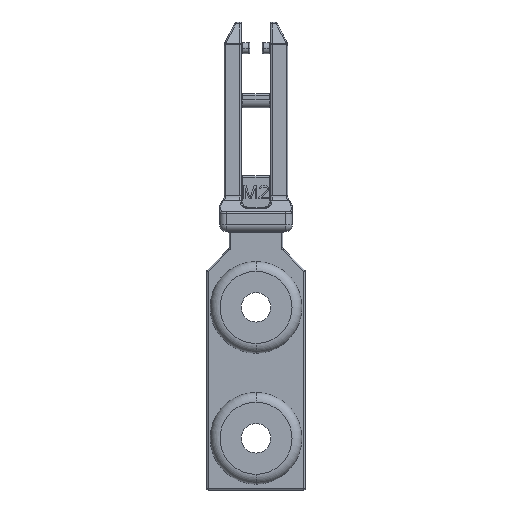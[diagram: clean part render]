
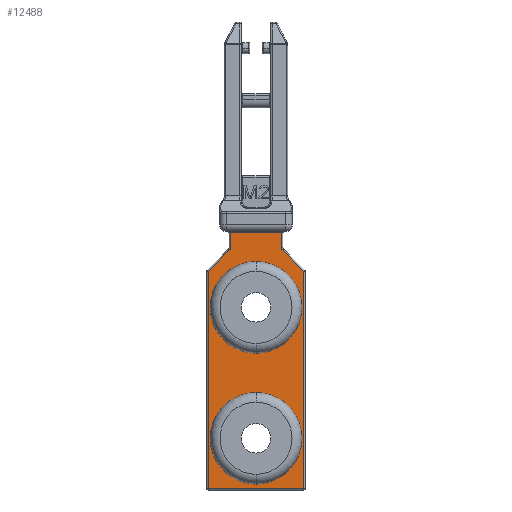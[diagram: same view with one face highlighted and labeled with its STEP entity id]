
A CAD part, front view. The second image highlights one B-rep face of the part: STEP entity #12488.
In plain terms, the highlighted planar face has unit normal (0, -1, 0).
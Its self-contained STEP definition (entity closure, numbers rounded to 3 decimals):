
#3990=DIRECTION('',(-1.,0.,0.));
#3991=VECTOR('',#3990,7.8);
#3992=CARTESIAN_POINT('',(3.9,-2.55,-3.2));
#3993=LINE('',#3992,#3991);
#3998=CARTESIAN_POINT('',(4.3,-2.55,-5.517));
#3999=DIRECTION('',(0.,-1.,0.));
#4000=DIRECTION('',(-1.,0.,0.));
#4001=AXIS2_PLACEMENT_3D('',#3998,#3999,#4000);
#4003=DIRECTION('',(0.707,0.,-0.707));
#4004=VECTOR('',#4003,4.643);
#4005=CARTESIAN_POINT('',(4.017,-2.55,-5.8));
#4006=LINE('',#4005,#4004);
#4007=DIRECTION('',(0.707,0.,0.707));
#4008=VECTOR('',#4007,4.643);
#4009=CARTESIAN_POINT('',(-7.3,-2.55,-9.083));
#4010=LINE('',#4009,#4008);
#4011=CARTESIAN_POINT('',(-4.3,-2.55,-5.517));
#4012=DIRECTION('',(0.,-1.,0.));
#4013=DIRECTION('',(0.707,0.,-0.707));
#4014=AXIS2_PLACEMENT_3D('',#4011,#4012,#4013);
#4016=CARTESIAN_POINT('',(0.,-2.55,-14.6));
#4017=DIRECTION('',(0.,-1.,0.));
#4018=DIRECTION('',(0.,0.,-1.));
#4019=AXIS2_PLACEMENT_3D('',#4016,#4017,#4018);
#4021=CARTESIAN_POINT('',(0.,-2.55,-14.6));
#4022=DIRECTION('',(0.,-1.,0.));
#4023=DIRECTION('',(0.,0.,1.));
#4024=AXIS2_PLACEMENT_3D('',#4021,#4022,#4023);
#4026=CARTESIAN_POINT('',(0.,-2.55,-34.6));
#4027=DIRECTION('',(0.,-1.,0.));
#4028=DIRECTION('',(0.,0.,-1.));
#4029=AXIS2_PLACEMENT_3D('',#4026,#4027,#4028);
#4031=CARTESIAN_POINT('',(0.,-2.55,-34.6));
#4032=DIRECTION('',(0.,-1.,0.));
#4033=DIRECTION('',(0.,0.,1.));
#4034=AXIS2_PLACEMENT_3D('',#4031,#4032,#4033);
#4040=DIRECTION('',(0.,0.,1.));
#4041=VECTOR('',#4040,2.317);
#4042=CARTESIAN_POINT('',(3.9,-2.55,-5.517));
#4043=LINE('',#4042,#4041);
#4136=DIRECTION('',(0.,0.,-1.));
#4137=VECTOR('',#4136,2.317);
#4138=CARTESIAN_POINT('',(-3.9,-2.55,-3.2));
#4139=LINE('',#4138,#4137);
#4198=DIRECTION('',(0.,0.,-1.));
#4199=VECTOR('',#4198,33.217);
#4200=CARTESIAN_POINT('',(-7.3,-2.55,-9.083));
#4201=LINE('',#4200,#4199);
#4229=DIRECTION('',(1.,0.,0.));
#4230=VECTOR('',#4229,14.6);
#4231=CARTESIAN_POINT('',(-7.3,-2.55,-42.3));
#4232=LINE('',#4231,#4230);
#4260=DIRECTION('',(0.,0.,1.));
#4261=VECTOR('',#4260,33.217);
#4262=CARTESIAN_POINT('',(7.3,-2.55,-42.3));
#4263=LINE('',#4262,#4261);
#5568=CARTESIAN_POINT('',(-3.9,-2.55,-3.2));
#5569=VERTEX_POINT('',#5568);
#5570=CARTESIAN_POINT('',(3.9,-2.55,-3.2));
#5571=VERTEX_POINT('',#5570);
#5572=CARTESIAN_POINT('',(3.9,-2.55,-5.517));
#5573=VERTEX_POINT('',#5572);
#5574=CARTESIAN_POINT('',(4.017,-2.55,-5.8));
#5575=VERTEX_POINT('',#5574);
#5576=CARTESIAN_POINT('',(7.3,-2.55,-9.083));
#5577=VERTEX_POINT('',#5576);
#5578=CARTESIAN_POINT('',(7.3,-2.55,-42.3));
#5579=VERTEX_POINT('',#5578);
#5580=CARTESIAN_POINT('',(-7.3,-2.55,-42.3));
#5581=VERTEX_POINT('',#5580);
#5582=CARTESIAN_POINT('',(-7.3,-2.55,-9.083));
#5583=VERTEX_POINT('',#5582);
#5584=CARTESIAN_POINT('',(-4.017,-2.55,-5.8));
#5585=VERTEX_POINT('',#5584);
#5586=CARTESIAN_POINT('',(-3.9,-2.55,-5.517));
#5587=VERTEX_POINT('',#5586);
#5588=CARTESIAN_POINT('',(0.,-2.55,-21.6));
#5589=CARTESIAN_POINT('',(0.,-2.55,-7.6));
#5590=VERTEX_POINT('',#5588);
#5591=VERTEX_POINT('',#5589);
#5592=CARTESIAN_POINT('',(0.,-2.55,-41.6));
#5593=CARTESIAN_POINT('',(0.,-2.55,-27.6));
#5594=VERTEX_POINT('',#5592);
#5595=VERTEX_POINT('',#5593);
#12450=CARTESIAN_POINT('',(0.,-2.55,0.));
#12451=DIRECTION('',(0.,1.,0.));
#12452=DIRECTION('',(0.,0.,-1.));
#12453=AXIS2_PLACEMENT_3D('',#12450,#12451,#12452);
#12454=PLANE('',#12453);
#12456=ORIENTED_EDGE('',*,*,#12455,.F.);
#12458=ORIENTED_EDGE('',*,*,#12457,.T.);
#12460=ORIENTED_EDGE('',*,*,#12459,.T.);
#12462=ORIENTED_EDGE('',*,*,#12461,.F.);
#12464=ORIENTED_EDGE('',*,*,#12463,.F.);
#12466=ORIENTED_EDGE('',*,*,#12465,.F.);
#12468=ORIENTED_EDGE('',*,*,#12467,.T.);
#12470=ORIENTED_EDGE('',*,*,#12469,.T.);
#12472=ORIENTED_EDGE('',*,*,#12471,.F.);
#12473=ORIENTED_EDGE('',*,*,#12441,.F.);
#12474=EDGE_LOOP('',(#12456,#12458,#12460,#12462,#12464,#12466,#12468,#12470,
#12472,#12473));
#12475=FACE_OUTER_BOUND('',#12474,.F.);
#12477=ORIENTED_EDGE('',*,*,#12476,.T.);
#12479=ORIENTED_EDGE('',*,*,#12478,.T.);
#12480=EDGE_LOOP('',(#12477,#12479));
#12481=FACE_BOUND('',#12480,.F.);
#12483=ORIENTED_EDGE('',*,*,#12482,.T.);
#12485=ORIENTED_EDGE('',*,*,#12484,.T.);
#12486=EDGE_LOOP('',(#12483,#12485));
#12487=FACE_BOUND('',#12486,.F.);
#12488=ADVANCED_FACE('',(#12475,#12481,#12487),#12454,.F.);
#4002=CIRCLE('',#4001,0.4);
#4015=CIRCLE('',#4014,0.4);
#4020=CIRCLE('',#4019,7.);
#4025=CIRCLE('',#4024,7.);
#4030=CIRCLE('',#4029,7.);
#4035=CIRCLE('',#4034,7.);
#12441=EDGE_CURVE('',#5571,#5569,#3993,.T.);
#12455=EDGE_CURVE('',#5573,#5571,#4043,.T.);
#12457=EDGE_CURVE('',#5573,#5575,#4002,.T.);
#12459=EDGE_CURVE('',#5575,#5577,#4006,.T.);
#12461=EDGE_CURVE('',#5579,#5577,#4263,.T.);
#12463=EDGE_CURVE('',#5581,#5579,#4232,.T.);
#12465=EDGE_CURVE('',#5583,#5581,#4201,.T.);
#12467=EDGE_CURVE('',#5583,#5585,#4010,.T.);
#12469=EDGE_CURVE('',#5585,#5587,#4015,.T.);
#12471=EDGE_CURVE('',#5569,#5587,#4139,.T.);
#12476=EDGE_CURVE('',#5590,#5591,#4020,.T.);
#12478=EDGE_CURVE('',#5591,#5590,#4025,.T.);
#12482=EDGE_CURVE('',#5594,#5595,#4030,.T.);
#12484=EDGE_CURVE('',#5595,#5594,#4035,.T.);
